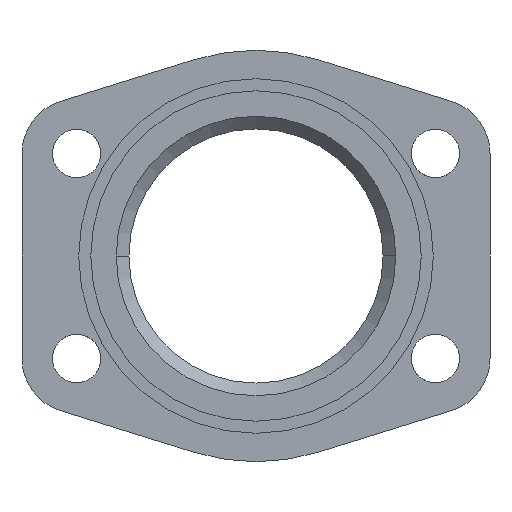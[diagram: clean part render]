
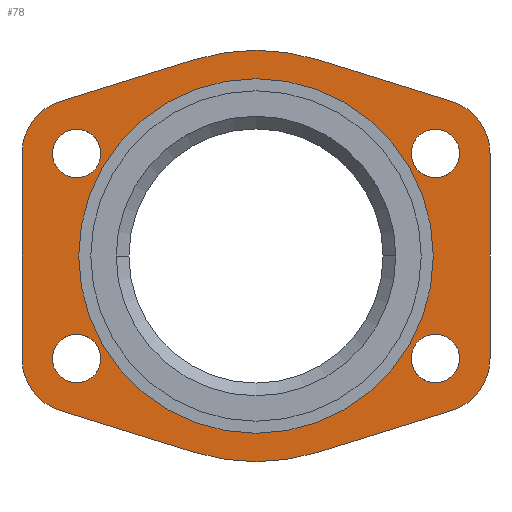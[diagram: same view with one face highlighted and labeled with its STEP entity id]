
A CAD part, front view. The second image highlights one B-rep face of the part: STEP entity #78.
In plain terms, the highlighted planar face has unit normal (0, -1, 0).
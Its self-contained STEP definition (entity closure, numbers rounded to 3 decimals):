
#78=ADVANCED_FACE('',(#168,#169,#170,#171,#172,#173),#174,.F.);
#168=FACE_BOUND('',#282,.T.);
#169=FACE_OUTER_BOUND('',#283,.T.);
#170=FACE_BOUND('',#284,.T.);
#171=FACE_BOUND('',#285,.T.);
#172=FACE_BOUND('',#286,.T.);
#173=FACE_BOUND('',#287,.T.);
#174=PLANE('',#288);
#282=EDGE_LOOP('',(#587,#588));
#283=EDGE_LOOP('',(#589,#590,#591,#592,#593,#594,#595,#596,#597,#598,#599,#600));
#284=EDGE_LOOP('',(#601,#602));
#285=EDGE_LOOP('',(#603,#604));
#286=EDGE_LOOP('',(#605,#606));
#287=EDGE_LOOP('',(#607,#608));
#288=AXIS2_PLACEMENT_3D('',#609,#610,#611);
#587=ORIENTED_EDGE('',*,*,#802,.T.);
#588=ORIENTED_EDGE('',*,*,#801,.T.);
#589=ORIENTED_EDGE('',*,*,#849,.F.);
#590=ORIENTED_EDGE('',*,*,#850,.F.);
#591=ORIENTED_EDGE('',*,*,#851,.F.);
#592=ORIENTED_EDGE('',*,*,#852,.F.);
#593=ORIENTED_EDGE('',*,*,#853,.T.);
#594=ORIENTED_EDGE('',*,*,#854,.F.);
#595=ORIENTED_EDGE('',*,*,#855,.T.);
#596=ORIENTED_EDGE('',*,*,#856,.F.);
#597=ORIENTED_EDGE('',*,*,#857,.F.);
#598=ORIENTED_EDGE('',*,*,#858,.F.);
#599=ORIENTED_EDGE('',*,*,#859,.T.);
#600=ORIENTED_EDGE('',*,*,#860,.F.);
#601=ORIENTED_EDGE('',*,*,#828,.T.);
#602=ORIENTED_EDGE('',*,*,#765,.T.);
#603=ORIENTED_EDGE('',*,*,#826,.T.);
#604=ORIENTED_EDGE('',*,*,#770,.T.);
#605=ORIENTED_EDGE('',*,*,#821,.T.);
#606=ORIENTED_EDGE('',*,*,#774,.T.);
#607=ORIENTED_EDGE('',*,*,#819,.T.);
#608=ORIENTED_EDGE('',*,*,#779,.T.);
#609=CARTESIAN_POINT('',(0.,0.,0.));
#610=DIRECTION('',(-0.0,1.0,0.));
#611=DIRECTION('',(1.0,0.0,0.0));
#765=EDGE_CURVE('',#915,#919,#921,.T.);
#770=EDGE_CURVE('',#923,#929,#931,.T.);
#774=EDGE_CURVE('',#933,#937,#939,.T.);
#779=EDGE_CURVE('',#941,#947,#949,.T.);
#801=EDGE_CURVE('',#985,#989,#991,.T.);
#802=EDGE_CURVE('',#989,#985,#992,.T.);
#819=EDGE_CURVE('',#947,#941,#1017,.T.);
#821=EDGE_CURVE('',#937,#933,#1019,.T.);
#826=EDGE_CURVE('',#929,#923,#1025,.T.);
#828=EDGE_CURVE('',#919,#915,#1027,.T.);
#849=EDGE_CURVE('',#1061,#1062,#1063,.T.);
#850=EDGE_CURVE('',#1064,#1061,#1065,.T.);
#851=EDGE_CURVE('',#1066,#1064,#1067,.T.);
#852=EDGE_CURVE('',#1068,#1066,#1069,.T.);
#853=EDGE_CURVE('',#1068,#1070,#1071,.T.);
#854=EDGE_CURVE('',#1072,#1070,#1073,.T.);
#855=EDGE_CURVE('',#1072,#1074,#1075,.T.);
#856=EDGE_CURVE('',#1076,#1074,#1077,.T.);
#857=EDGE_CURVE('',#1078,#1076,#1079,.T.);
#858=EDGE_CURVE('',#1080,#1078,#1081,.T.);
#859=EDGE_CURVE('',#1080,#1082,#1083,.T.);
#860=EDGE_CURVE('',#1062,#1082,#1084,.T.);
#915=VERTEX_POINT('',#1157);
#919=VERTEX_POINT('',#1162);
#921=CIRCLE('',#1165,6.0);
#923=VERTEX_POINT('',#1167);
#929=VERTEX_POINT('',#1174);
#931=CIRCLE('',#1177,6.0);
#933=VERTEX_POINT('',#1179);
#937=VERTEX_POINT('',#1184);
#939=CIRCLE('',#1187,6.0);
#941=VERTEX_POINT('',#1189);
#947=VERTEX_POINT('',#1196);
#949=CIRCLE('',#1199,6.0);
#985=VERTEX_POINT('',#1251);
#989=VERTEX_POINT('',#1256);
#991=CIRCLE('',#1259,43.95);
#992=CIRCLE('',#1260,43.95);
#1017=CIRCLE('',#1305,6.0);
#1019=CIRCLE('',#1307,6.0);
#1025=CIRCLE('',#1313,6.0);
#1027=CIRCLE('',#1315,6.0);
#1061=VERTEX_POINT('',#1355);
#1062=VERTEX_POINT('',#1356);
#1063=LINE('',#1357,#1358);
#1064=VERTEX_POINT('',#1359);
#1065=CIRCLE('',#1360,13.55);
#1066=VERTEX_POINT('',#1361);
#1067=LINE('',#1362,#1363);
#1068=VERTEX_POINT('',#1364);
#1069=CIRCLE('',#1365,51.0);
#1070=VERTEX_POINT('',#1366);
#1071=LINE('',#1367,#1368);
#1072=VERTEX_POINT('',#1369);
#1073=CIRCLE('',#1370,13.55);
#1074=VERTEX_POINT('',#1371);
#1075=LINE('',#1372,#1373);
#1076=VERTEX_POINT('',#1374);
#1077=CIRCLE('',#1375,13.55);
#1078=VERTEX_POINT('',#1376);
#1079=LINE('',#1377,#1378);
#1080=VERTEX_POINT('',#1379);
#1081=CIRCLE('',#1380,51.0);
#1082=VERTEX_POINT('',#1381);
#1083=LINE('',#1382,#1383);
#1084=CIRCLE('',#1384,13.55);
#1157=CARTESIAN_POINT('',(-38.45,0.0,-25.4));
#1162=CARTESIAN_POINT('',(-50.45,0.,-25.4));
#1165=AXIS2_PLACEMENT_3D('',#1453,#1454,#1455);
#1167=CARTESIAN_POINT('',(50.45,0.0,-25.4));
#1174=CARTESIAN_POINT('',(38.45,0.,-25.4));
#1177=AXIS2_PLACEMENT_3D('',#1464,#1465,#1466);
#1179=CARTESIAN_POINT('',(-38.45,0.0,25.4));
#1184=CARTESIAN_POINT('',(-50.45,0.,25.4));
#1187=AXIS2_PLACEMENT_3D('',#1472,#1473,#1474);
#1189=CARTESIAN_POINT('',(50.45,0.0,25.4));
#1196=CARTESIAN_POINT('',(38.45,0.,25.4));
#1199=AXIS2_PLACEMENT_3D('',#1483,#1484,#1485);
#1251=CARTESIAN_POINT('',(-43.95,0.,0.));
#1256=CARTESIAN_POINT('',(43.95,0.,0.));
#1259=AXIS2_PLACEMENT_3D('',#1527,#1528,#1529);
#1260=AXIS2_PLACEMENT_3D('',#1530,#1531,#1532);
#1305=AXIS2_PLACEMENT_3D('',#1569,#1570,#1571);
#1307=AXIS2_PLACEMENT_3D('',#1575,#1576,#1577);
#1313=AXIS2_PLACEMENT_3D('',#1590,#1591,#1592);
#1315=AXIS2_PLACEMENT_3D('',#1596,#1597,#1598);
#1355=CARTESIAN_POINT('',(58.0,0.,25.4));
#1356=CARTESIAN_POINT('',(58.0,0.,-25.4));
#1357=CARTESIAN_POINT('',(58.0,0.,25.4));
#1358=VECTOR('',#1647,1.0);
#1359=CARTESIAN_POINT('',(48.472,0.,38.339));
#1360=AXIS2_PLACEMENT_3D('',#1648,#1649,#1650);
#1361=CARTESIAN_POINT('',(15.139,0.,48.701));
#1362=CARTESIAN_POINT('',(15.139,0.,48.701));
#1363=VECTOR('',#1651,1.0);
#1364=CARTESIAN_POINT('',(-15.139,0.,48.701));
#1365=AXIS2_PLACEMENT_3D('',#1652,#1653,#1654);
#1366=CARTESIAN_POINT('',(-48.472,0.,38.339));
#1367=CARTESIAN_POINT('',(-15.139,0.,48.701));
#1368=VECTOR('',#1655,1.0);
#1369=CARTESIAN_POINT('',(-58.0,0.,25.4));
#1370=AXIS2_PLACEMENT_3D('',#1656,#1657,#1658);
#1371=CARTESIAN_POINT('',(-58.0,0.,-25.4));
#1372=CARTESIAN_POINT('',(-58.0,0.,25.4));
#1373=VECTOR('',#1659,1.0);
#1374=CARTESIAN_POINT('',(-48.472,0.,-38.339));
#1375=AXIS2_PLACEMENT_3D('',#1660,#1661,#1662);
#1376=CARTESIAN_POINT('',(-15.139,0.,-48.701));
#1377=CARTESIAN_POINT('',(-15.139,0.,-48.701));
#1378=VECTOR('',#1663,1.0);
#1379=CARTESIAN_POINT('',(15.139,0.,-48.701));
#1380=AXIS2_PLACEMENT_3D('',#1664,#1665,#1666);
#1381=CARTESIAN_POINT('',(48.472,0.,-38.339));
#1382=CARTESIAN_POINT('',(15.139,0.,-48.701));
#1383=VECTOR('',#1667,1.0);
#1384=AXIS2_PLACEMENT_3D('',#1668,#1669,#1670);
#1453=CARTESIAN_POINT('',(-44.45,0.0,-25.4));
#1454=DIRECTION('',(-0.0,1.0,0.));
#1455=DIRECTION('',(1.0,0.0,0.0));
#1464=CARTESIAN_POINT('',(44.45,0.0,-25.4));
#1465=DIRECTION('',(-0.0,1.0,0.));
#1466=DIRECTION('',(1.0,0.0,0.0));
#1472=CARTESIAN_POINT('',(-44.45,0.0,25.4));
#1473=DIRECTION('',(-0.0,1.0,0.));
#1474=DIRECTION('',(1.0,0.0,0.0));
#1483=CARTESIAN_POINT('',(44.45,0.0,25.4));
#1484=DIRECTION('',(-0.0,1.0,0.));
#1485=DIRECTION('',(1.0,0.0,0.0));
#1527=CARTESIAN_POINT('',(0.0,0.0,0.0));
#1528=DIRECTION('',(0.0,1.0,0.));
#1529=DIRECTION('',(-1.0,0.0,0.0));
#1530=CARTESIAN_POINT('',(0.0,0.0,0.0));
#1531=DIRECTION('',(0.0,1.0,0.));
#1532=DIRECTION('',(-1.0,0.0,0.0));
#1569=CARTESIAN_POINT('',(44.45,0.0,25.4));
#1570=DIRECTION('',(-0.0,1.0,0.));
#1571=DIRECTION('',(1.0,0.0,0.0));
#1575=CARTESIAN_POINT('',(-44.45,0.0,25.4));
#1576=DIRECTION('',(-0.0,1.0,0.));
#1577=DIRECTION('',(1.0,0.0,0.0));
#1590=CARTESIAN_POINT('',(44.45,0.0,-25.4));
#1591=DIRECTION('',(-0.0,1.0,0.));
#1592=DIRECTION('',(1.0,0.0,0.0));
#1596=CARTESIAN_POINT('',(-44.45,0.0,-25.4));
#1597=DIRECTION('',(-0.0,1.0,0.));
#1598=DIRECTION('',(1.0,0.0,0.0));
#1647=DIRECTION('',(0.,0.,-1.0));
#1648=CARTESIAN_POINT('',(44.45,0.,25.4));
#1649=DIRECTION('',(-0.0,1.0,0.));
#1650=DIRECTION('',(1.0,0.0,0.0));
#1651=DIRECTION('',(0.955,0.,-0.297));
#1652=CARTESIAN_POINT('',(0.0,0.0,0.0));
#1653=DIRECTION('',(-0.0,1.0,0.));
#1654=DIRECTION('',(1.0,0.0,0.0));
#1655=DIRECTION('',(-0.955,0.,-0.297));
#1656=CARTESIAN_POINT('',(-44.45,0.,25.4));
#1657=DIRECTION('',(-0.0,1.0,0.));
#1658=DIRECTION('',(1.0,0.0,0.0));
#1659=DIRECTION('',(0.,0.,-1.0));
#1660=CARTESIAN_POINT('',(-44.45,0.,-25.4));
#1661=DIRECTION('',(-0.0,1.0,0.));
#1662=DIRECTION('',(1.0,0.0,0.0));
#1663=DIRECTION('',(-0.955,0.,0.297));
#1664=CARTESIAN_POINT('',(0.0,0.0,0.0));
#1665=DIRECTION('',(-0.0,1.0,0.));
#1666=DIRECTION('',(1.0,0.0,0.0));
#1667=DIRECTION('',(0.955,0.,0.297));
#1668=CARTESIAN_POINT('',(44.45,0.,-25.4));
#1669=DIRECTION('',(-0.0,1.0,0.));
#1670=DIRECTION('',(1.0,0.0,0.0));
